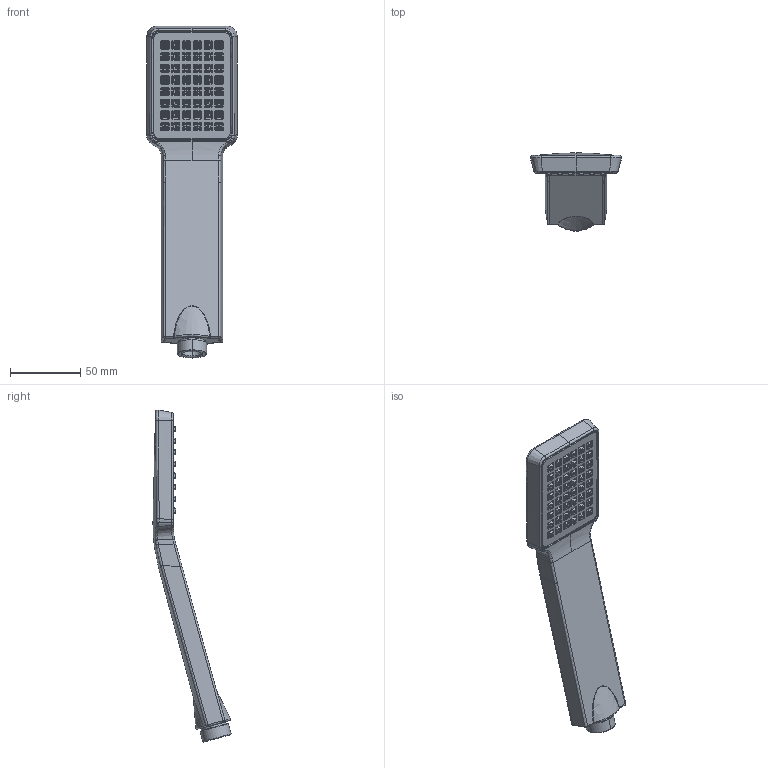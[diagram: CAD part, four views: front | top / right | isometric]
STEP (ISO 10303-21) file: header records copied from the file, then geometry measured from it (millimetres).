
FILE_DESCRIPTION((''),'2;1');
FILE_NAME('EASY_SMALL_ASM','2020-10-09T',('Administrator'),('Globeunion.com'),'PRO/ENGINEER BY PARAMETRIC TECHNOLOGY CORPORATION, 2014000','PRO/ENGINEER BY PARAMETRIC TECHNOLOGY CORPORATION, 2014000','');
FILE_SCHEMA(('CONFIG_CONTROL_DESIGN'));
Products named in the file (6): EASY_SMALL_BODY; EASY_SMALL_PLUG; EASY_SMALL_TPR; EASY_SMALL_TPR_ASM; EASY_SMALL_COVER; EASY_SMALL_ASM
Assembly tree (5 placements, depth 3):
  EASY_SMALL_ASM
    EASY_SMALL_BODY
    EASY_SMALL_PLUG
    EASY_SMALL_TPR_ASM
      EASY_SMALL_TPR
    EASY_SMALL_COVER
Bounding box: 64.59 x 55.57 x 236.28 mm (x, y, z)
Volume: 86122 mm3; surface area: 59148.6 mm2
Topology: 51 solids, 51 shells, 2238 faces, 5336 edges, 3202 vertices
Faces by surface type: bspline 607, plane 567, cylinder 508, cone 293, torus 245, sphere 16, extrusion 2
Entity records: 88521 total; most frequent: CARTESIAN_POINT 39783, ORIENTED_EDGE 10672, DIRECTION 9205, EDGE_CURVE 5336, AXIS2_PLACEMENT_3D 3422, VERTEX_POINT 3202, EDGE_LOOP 2438, VECTOR 2361
